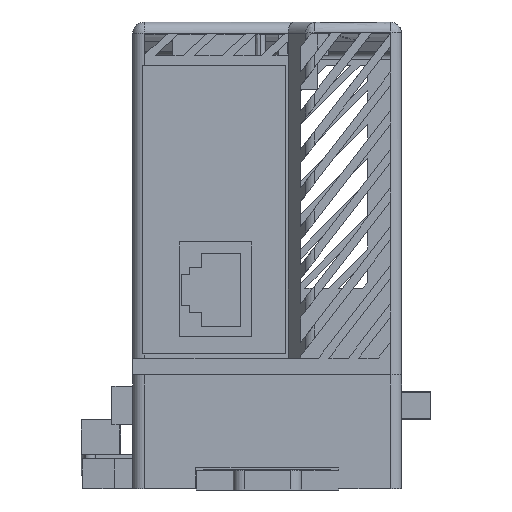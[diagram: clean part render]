
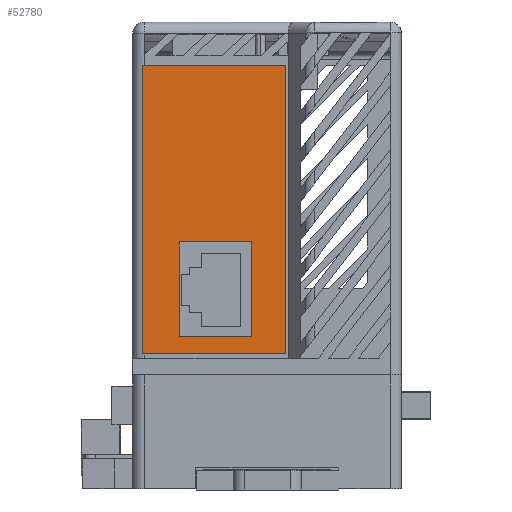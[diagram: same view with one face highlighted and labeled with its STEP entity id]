
A CAD part, front view. The second image highlights one B-rep face of the part: STEP entity #52780.
In plain terms, the highlighted planar face has unit normal (0, -1, 0).
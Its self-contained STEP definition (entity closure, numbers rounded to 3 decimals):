
#43 = CARTESIAN_POINT ( 'NONE',  ( 8.25, 5.25, 6.85 ) ) ;
#1023 = VERTEX_POINT ( 'NONE', #53602 ) ;
#1719 = CARTESIAN_POINT ( 'NONE',  ( 8.25, 5.25, 23.75 ) ) ;
#2391 = CARTESIAN_POINT ( 'NONE',  ( 21.187, 5.25, 6.85 ) ) ;
#2588 = VECTOR ( 'NONE', #22926, 1000. ) ;
#3117 = EDGE_CURVE ( 'NONE', #66448, #58246, #22346, .T. ) ;
#6685 = DIRECTION ( 'NONE',  ( -1., 0., 0. ) ) ;
#7421 = EDGE_CURVE ( 'NONE', #1023, #33169, #33649, .T. ) ;
#7971 = VECTOR ( 'NONE', #47237, 1000. ) ;
#8216 = VECTOR ( 'NONE', #42342, 1000. ) ;
#8751 = CARTESIAN_POINT ( 'NONE',  ( 21.187, 5.25, 23.75 ) ) ;
#11082 = DIRECTION ( 'NONE',  ( 0., 0., -1. ) ) ;
#11111 = VECTOR ( 'NONE', #11082, 1000. ) ;
#11501 = VECTOR ( 'NONE', #6685, 1000. ) ;
#12064 = CARTESIAN_POINT ( 'NONE',  ( 8.25, 5.25, 23.75 ) ) ;
#13001 = EDGE_CURVE ( 'NONE', #58246, #41874, #58407, .T. ) ;
#16162 = PLANE ( 'NONE',  #33367 ) ;
#17797 = EDGE_LOOP ( 'NONE', ( #52254, #58983, #67729, #43637 ) ) ;
#19304 = VECTOR ( 'NONE', #42418, 1000. ) ;
#19633 = CARTESIAN_POINT ( 'NONE',  ( 8.25, 5.25, 6.85 ) ) ;
#20794 = VERTEX_POINT ( 'NONE', #2391 ) ;
#21734 = CARTESIAN_POINT ( 'NONE',  ( 1.75, 5.25, 3.75 ) ) ;
#22346 = LINE ( 'NONE', #63283, #7971 ) ;
#22926 = DIRECTION ( 'NONE',  ( 0., 0., -1. ) ) ;
#23709 = EDGE_CURVE ( 'NONE', #20794, #66448, #40979, .T. ) ;
#25487 = LINE ( 'NONE', #21734, #11111 ) ;
#26463 = EDGE_CURVE ( 'NONE', #41874, #20794, #47389, .T. ) ;
#26639 = FACE_BOUND ( 'NONE', #37862, .T. ) ;
#27482 = CARTESIAN_POINT ( 'NONE',  ( 1.75, 5.25, 55.25 ) ) ;
#28148 = EDGE_CURVE ( 'NONE', #64677, #48177, #25487, .T. ) ;
#32446 = DIRECTION ( 'NONE',  ( 1., 0., 0. ) ) ;
#32885 = DIRECTION ( 'NONE',  ( 0., 0., 1. ) ) ;
#33169 = VERTEX_POINT ( 'NONE', #37007 ) ;
#33367 = AXIS2_PLACEMENT_3D ( 'NONE', #27482, #65240, #32885 ) ;
#33627 = CARTESIAN_POINT ( 'NONE',  ( 1.75, 5.25, 55.25 ) ) ;
#33649 = LINE ( 'NONE', #36974, #19304 ) ;
#36088 = CARTESIAN_POINT ( 'NONE',  ( 21.187, 5.25, 23.75 ) ) ;
#36974 = CARTESIAN_POINT ( 'NONE',  ( 27.25, 5.25, 3.75 ) ) ;
#37007 = CARTESIAN_POINT ( 'NONE',  ( 27.25, 5.25, 55.25 ) ) ;
#37178 = EDGE_CURVE ( 'NONE', #48177, #1023, #45479, .T. ) ;
#37862 = EDGE_LOOP ( 'NONE', ( #53537, #67667, #62936, #67930 ) ) ;
#39090 = CARTESIAN_POINT ( 'NONE',  ( 1.75, 5.25, 55.25 ) ) ;
#39261 = VECTOR ( 'NONE', #57798, 1000. ) ;
#40979 = LINE ( 'NONE', #36088, #39261 ) ;
#41021 = FACE_OUTER_BOUND ( 'NONE', #17797, .T. ) ;
#41874 = VERTEX_POINT ( 'NONE', #19633 ) ;
#42342 = DIRECTION ( 'NONE',  ( 1., 0., 0. ) ) ;
#42418 = DIRECTION ( 'NONE',  ( 0., 0., 1. ) ) ;
#43637 = ORIENTED_EDGE ( 'NONE', *, *, #52463, .T. ) ;
#45479 = LINE ( 'NONE', #53397, #8216 ) ;
#47237 = DIRECTION ( 'NONE',  ( -1., 0., 0. ) ) ;
#47389 = LINE ( 'NONE', #43, #61759 ) ;
#48177 = VERTEX_POINT ( 'NONE', #56094 ) ;
#52254 = ORIENTED_EDGE ( 'NONE', *, *, #28148, .T. ) ;
#52463 = EDGE_CURVE ( 'NONE', #33169, #64677, #52931, .T. ) ;
#52780 = ADVANCED_FACE ( 'NONE', ( #26639, #41021 ), #16162, .F. ) ;
#52931 = LINE ( 'NONE', #39090, #11501 ) ;
#53397 = CARTESIAN_POINT ( 'NONE',  ( 1.75, 5.25, 3.75 ) ) ;
#53537 = ORIENTED_EDGE ( 'NONE', *, *, #23709, .F. ) ;
#53602 = CARTESIAN_POINT ( 'NONE',  ( 27.25, 5.25, 3.75 ) ) ;
#56094 = CARTESIAN_POINT ( 'NONE',  ( 1.75, 5.25, 3.75 ) ) ;
#57798 = DIRECTION ( 'NONE',  ( 0., 0., 1. ) ) ;
#58246 = VERTEX_POINT ( 'NONE', #1719 ) ;
#58407 = LINE ( 'NONE', #12064, #2588 ) ;
#58983 = ORIENTED_EDGE ( 'NONE', *, *, #37178, .T. ) ;
#61759 = VECTOR ( 'NONE', #32446, 1000. ) ;
#62936 = ORIENTED_EDGE ( 'NONE', *, *, #13001, .F. ) ;
#63283 = CARTESIAN_POINT ( 'NONE',  ( 8.25, 5.25, 23.75 ) ) ;
#64677 = VERTEX_POINT ( 'NONE', #33627 ) ;
#65240 = DIRECTION ( 'NONE',  ( 0., 1., 0. ) ) ;
#66448 = VERTEX_POINT ( 'NONE', #8751 ) ;
#67667 = ORIENTED_EDGE ( 'NONE', *, *, #26463, .F. ) ;
#67729 = ORIENTED_EDGE ( 'NONE', *, *, #7421, .T. ) ;
#67930 = ORIENTED_EDGE ( 'NONE', *, *, #3117, .F. ) ;
